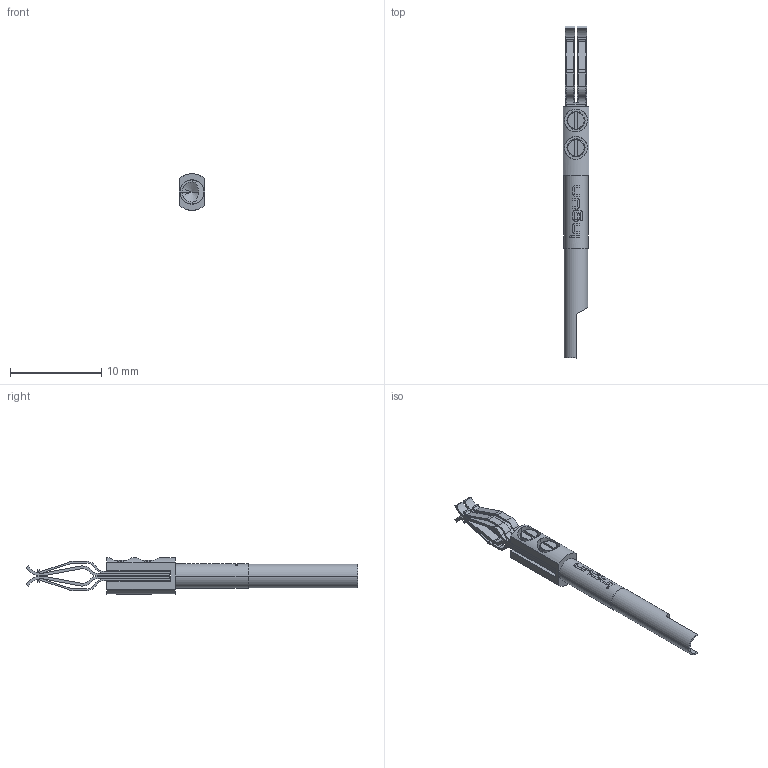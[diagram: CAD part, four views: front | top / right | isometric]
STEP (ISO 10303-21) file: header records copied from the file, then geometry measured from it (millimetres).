
FILE_DESCRIPTION (( 'STEP AP203' ), '1' );
FILE_NAME ('INGUN_KK-541_400_FC_1410_30_3S05_A.STEP', '2021-01-27T13:25:59', ( '' ), ( '' ), 'SwSTEP 2.0', 'SolidWorks 2018', '' );
FILE_SCHEMA (( 'CONFIG_CONTROL_DESIGN' ));
Length unit declared in the file: millimetre
Products named in the file (1): INGUN_KK-541_400_FC_1410_30_3S05_A
Bounding box: 2.8 x 36.35 x 4 mm (x, y, z)
Volume: 166 mm3; surface area: 519.3 mm2
Topology: 1 solids, 1 shells, 278 faces, 743 edges, 476 vertices
Faces by surface type: plane 138, cylinder 94, bspline 22, cone 14, torus 10
Entity records: 9358 total; most frequent: CARTESIAN_POINT 2406, ORIENTED_EDGE 1482, DIRECTION 1403, EDGE_CURVE 741, AXIS2_PLACEMENT_3D 523, VERTEX_POINT 476, LINE 357, VECTOR 357
